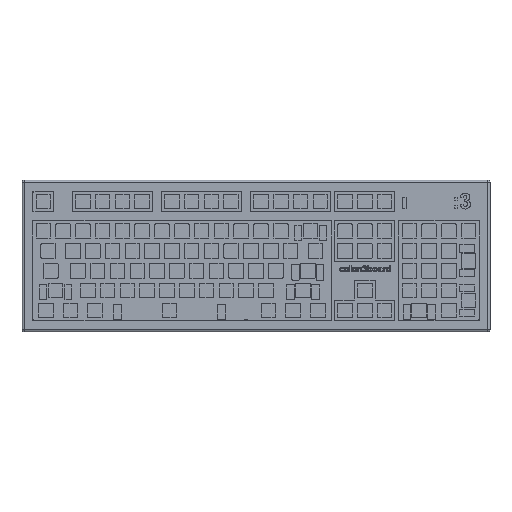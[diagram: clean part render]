
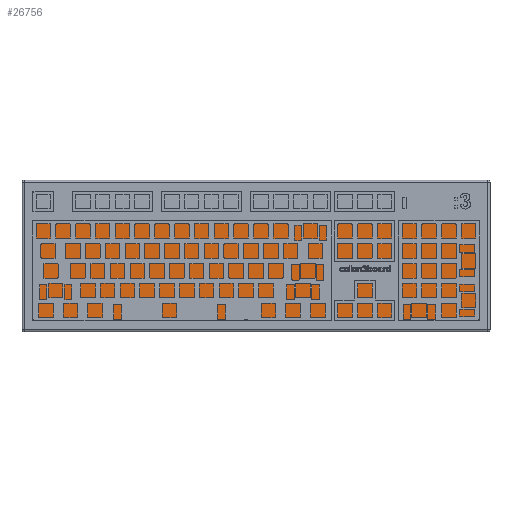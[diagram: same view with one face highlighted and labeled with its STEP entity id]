
A CAD part, top view. The second image highlights one B-rep face of the part: STEP entity #26756.
In plain terms, the highlighted planar face has unit normal (0, 0, 1).
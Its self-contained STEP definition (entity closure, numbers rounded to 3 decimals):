
#666=FACE_BOUND('',#8971,.T.);
#1015=PLANE('',#28282);
#1729=LINE('',#37880,#4369);
#1780=LINE('',#38044,#4420);
#1781=LINE('',#38046,#4421);
#1782=LINE('',#38048,#4422);
#1783=LINE('',#38050,#4423);
#1784=LINE('',#38052,#4424);
#1785=LINE('',#38054,#4425);
#1786=LINE('',#38056,#4426);
#1787=LINE('',#38058,#4427);
#1788=LINE('',#38060,#4428);
#1789=LINE('',#38062,#4429);
#1790=LINE('',#38064,#4430);
#1791=LINE('',#38066,#4431);
#1792=LINE('',#38067,#4432);
#1793=LINE('',#38070,#4433);
#1794=LINE('',#38072,#4434);
#1795=LINE('',#38074,#4435);
#1796=LINE('',#38075,#4436);
#4369=VECTOR('',#30615,10.);
#4420=VECTOR('',#30804,10.);
#4421=VECTOR('',#30805,10.);
#4422=VECTOR('',#30806,10.);
#4423=VECTOR('',#30807,10.);
#4424=VECTOR('',#30808,10.);
#4425=VECTOR('',#30809,10.);
#4426=VECTOR('',#30810,10.);
#4427=VECTOR('',#30811,10.);
#4428=VECTOR('',#30812,10.);
#4429=VECTOR('',#30813,10.);
#4430=VECTOR('',#30814,10.);
#4431=VECTOR('',#30815,10.);
#4432=VECTOR('',#30816,10.);
#4433=VECTOR('',#30817,10.);
#4434=VECTOR('',#30818,10.);
#4435=VECTOR('',#30819,10.);
#4436=VECTOR('',#30820,10.);
#7539=FACE_OUTER_BOUND('',#8970,.T.);
#8970=EDGE_LOOP('',(#18798,#18799,#18800,#18801,#18802,#18803,#18804,#18805,
#18806,#18807,#18808,#18809,#18810,#18811));
#8971=EDGE_LOOP('',(#18812,#18813,#18814,#18815));
#11755=VERTEX_POINT('',#37877);
#11756=VERTEX_POINT('',#37879);
#11800=VERTEX_POINT('',#38043);
#11801=VERTEX_POINT('',#38045);
#11802=VERTEX_POINT('',#38047);
#11803=VERTEX_POINT('',#38049);
#11804=VERTEX_POINT('',#38051);
#11805=VERTEX_POINT('',#38053);
#11806=VERTEX_POINT('',#38055);
#11807=VERTEX_POINT('',#38057);
#11808=VERTEX_POINT('',#38059);
#11809=VERTEX_POINT('',#38061);
#11810=VERTEX_POINT('',#38063);
#11811=VERTEX_POINT('',#38065);
#11812=VERTEX_POINT('',#38068);
#11813=VERTEX_POINT('',#38069);
#11814=VERTEX_POINT('',#38071);
#11815=VERTEX_POINT('',#38073);
#14500=EDGE_CURVE('',#11756,#11755,#1729,.T.);
#14575=EDGE_CURVE('',#11800,#11756,#1780,.T.);
#14576=EDGE_CURVE('',#11755,#11801,#1781,.T.);
#14577=EDGE_CURVE('',#11801,#11802,#1782,.T.);
#14578=EDGE_CURVE('',#11802,#11803,#1783,.T.);
#14579=EDGE_CURVE('',#11803,#11804,#1784,.T.);
#14580=EDGE_CURVE('',#11804,#11805,#1785,.T.);
#14581=EDGE_CURVE('',#11805,#11806,#1786,.T.);
#14582=EDGE_CURVE('',#11806,#11807,#1787,.T.);
#14583=EDGE_CURVE('',#11807,#11808,#1788,.T.);
#14584=EDGE_CURVE('',#11808,#11809,#1789,.T.);
#14585=EDGE_CURVE('',#11809,#11810,#1790,.T.);
#14586=EDGE_CURVE('',#11810,#11811,#1791,.T.);
#14587=EDGE_CURVE('',#11811,#11800,#1792,.T.);
#14588=EDGE_CURVE('',#11812,#11813,#1793,.T.);
#14589=EDGE_CURVE('',#11813,#11814,#1794,.T.);
#14590=EDGE_CURVE('',#11814,#11815,#1795,.T.);
#14591=EDGE_CURVE('',#11815,#11812,#1796,.T.);
#18798=ORIENTED_EDGE('',*,*,#14575,.T.);
#18799=ORIENTED_EDGE('',*,*,#14500,.T.);
#18800=ORIENTED_EDGE('',*,*,#14576,.T.);
#18801=ORIENTED_EDGE('',*,*,#14577,.T.);
#18802=ORIENTED_EDGE('',*,*,#14578,.T.);
#18803=ORIENTED_EDGE('',*,*,#14579,.T.);
#18804=ORIENTED_EDGE('',*,*,#14580,.T.);
#18805=ORIENTED_EDGE('',*,*,#14581,.T.);
#18806=ORIENTED_EDGE('',*,*,#14582,.T.);
#18807=ORIENTED_EDGE('',*,*,#14583,.T.);
#18808=ORIENTED_EDGE('',*,*,#14584,.T.);
#18809=ORIENTED_EDGE('',*,*,#14585,.T.);
#18810=ORIENTED_EDGE('',*,*,#14586,.T.);
#18811=ORIENTED_EDGE('',*,*,#14587,.T.);
#18812=ORIENTED_EDGE('',*,*,#14588,.T.);
#18813=ORIENTED_EDGE('',*,*,#14589,.T.);
#18814=ORIENTED_EDGE('',*,*,#14590,.T.);
#18815=ORIENTED_EDGE('',*,*,#14591,.T.);
#26756=ADVANCED_FACE('',(#7539,#666),#1015,.F.);
#28282=AXIS2_PLACEMENT_3D('',#38042,#30802,#30803);
#30615=DIRECTION('',(0.,1.,0.));
#30802=DIRECTION('center_axis',(0.,0.,-1.));
#30803=DIRECTION('ref_axis',(1.,0.,0.));
#30804=DIRECTION('',(1.,0.,0.));
#30805=DIRECTION('',(-1.,0.,0.));
#30806=DIRECTION('',(0.,1.,0.));
#30807=DIRECTION('',(-1.,0.,0.));
#30808=DIRECTION('',(0.,-1.,0.));
#30809=DIRECTION('',(1.,0.,0.));
#30810=DIRECTION('',(0.,-1.,0.));
#30811=DIRECTION('',(1.,0.,0.));
#30812=DIRECTION('',(0.,1.,0.));
#30813=DIRECTION('',(1.,0.,0.));
#30814=DIRECTION('',(0.,-1.,0.));
#30815=DIRECTION('',(1.,0.,0.));
#30816=DIRECTION('',(0.,1.,0.));
#30817=DIRECTION('',(0.,-1.,0.));
#30818=DIRECTION('',(-1.,0.,0.));
#30819=DIRECTION('',(0.,1.,0.));
#30820=DIRECTION('',(1.,0.,0.));
#37877=CARTESIAN_POINT('',(450.25,-48.581,-3.));
#37879=CARTESIAN_POINT('',(450.25,-139.406,-3.));
#37880=CARTESIAN_POINT('',(450.25,-146.406,-3.));
#38042=CARTESIAN_POINT('Origin',(231.938,-80.494,-3.));
#38043=CARTESIAN_POINT('',(443.25,-139.406,-3.));
#38044=CARTESIAN_POINT('',(443.25,-139.406,-3.));
#38045=CARTESIAN_POINT('',(378.625,-48.581,-3.));
#38046=CARTESIAN_POINT('',(450.25,-48.581,-3.));
#38047=CARTESIAN_POINT('',(378.625,-44.581,-3.));
#38048=CARTESIAN_POINT('',(378.625,-48.581,-3.));
#38049=CARTESIAN_POINT('',(17.625,-44.581,-3.));
#38050=CARTESIAN_POINT('',(378.625,-44.581,-3.));
#38051=CARTESIAN_POINT('',(17.625,-139.406,-3.));
#38052=CARTESIAN_POINT('',(17.625,-21.581,-3.));
#38053=CARTESIAN_POINT('',(20.625,-139.406,-3.));
#38054=CARTESIAN_POINT('',(20.625,-139.406,-3.));
#38055=CARTESIAN_POINT('',(20.625,-144.406,-3.));
#38056=CARTESIAN_POINT('',(20.625,-146.406,-3.));
#38057=CARTESIAN_POINT('',(219.125,-144.406,-3.));
#38058=CARTESIAN_POINT('',(20.625,-144.406,-3.));
#38059=CARTESIAN_POINT('',(219.125,-139.406,-3.));
#38060=CARTESIAN_POINT('',(219.125,-146.406,-3.));
#38061=CARTESIAN_POINT('',(226.125,-139.406,-3.));
#38062=CARTESIAN_POINT('',(219.125,-139.406,-3.));
#38063=CARTESIAN_POINT('',(226.125,-143.906,-3.));
#38064=CARTESIAN_POINT('',(226.125,-139.406,-3.));
#38065=CARTESIAN_POINT('',(443.25,-143.906,-3.));
#38066=CARTESIAN_POINT('',(443.25,-143.906,-3.));
#38067=CARTESIAN_POINT('',(443.25,-146.406,-3.));
#38068=CARTESIAN_POINT('',(370.25,-84.406,-3.));
#38069=CARTESIAN_POINT('',(370.25,-104.406,-3.));
#38070=CARTESIAN_POINT('',(370.25,-84.406,-3.));
#38071=CARTESIAN_POINT('',(310.25,-104.406,-3.));
#38072=CARTESIAN_POINT('',(370.25,-104.406,-3.));
#38073=CARTESIAN_POINT('',(310.25,-84.406,-3.));
#38074=CARTESIAN_POINT('',(310.25,-104.406,-3.));
#38075=CARTESIAN_POINT('',(310.25,-84.406,-3.));
